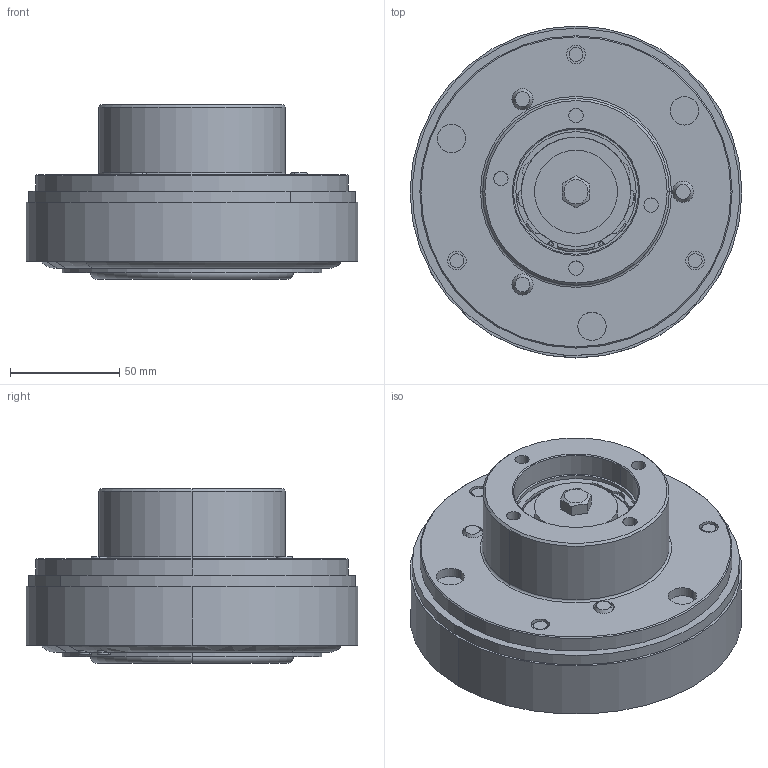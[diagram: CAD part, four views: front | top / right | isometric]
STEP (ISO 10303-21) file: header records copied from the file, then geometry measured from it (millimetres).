
FILE_DESCRIPTION (( 'STEP AP203' ), '1' );
FILE_NAME ('50589400_MGCL.STEP', '2016-06-28T07:05:55', ( '' ), ( '' ), 'SwSTEP 2.0', 'SolidWorks 2014', '' );
FILE_SCHEMA (( 'CONFIG_CONTROL_DESIGN' ));
Length unit declared in the file: millimetre
Products named in the file (1): 50589400_MGCL
Bounding box: 152 x 152 x 79.8 mm (x, y, z)
Volume: 887980 mm3; surface area: 94563.5 mm2
Topology: 3 solids, 8 shells, 327 faces, 778 edges, 486 vertices
Faces by surface type: cylinder 159, plane 84, cone 62, torus 22
Entity records: 9779 total; most frequent: DIRECTION 1872, CARTESIAN_POINT 1740, ORIENTED_EDGE 1532, AXIS2_PLACEMENT_3D 796, EDGE_CURVE 766, VERTEX_POINT 486, CIRCLE 468, EDGE_LOOP 396
